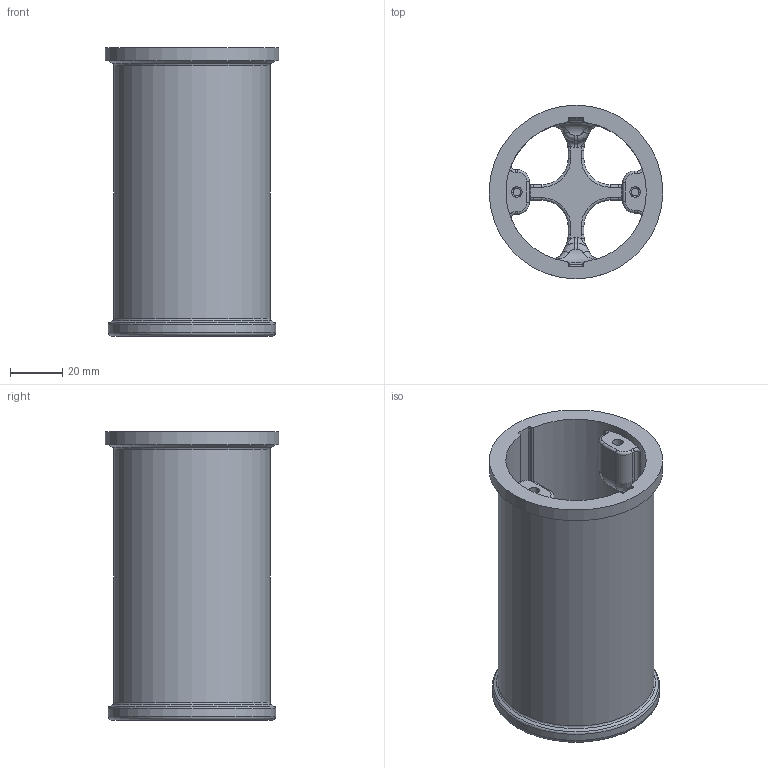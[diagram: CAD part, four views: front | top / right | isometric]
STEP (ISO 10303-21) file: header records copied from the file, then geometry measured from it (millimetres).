
FILE_DESCRIPTION(/* description */ ('','CAx-IF Rec.Pracs.---Representation and Presentation of Product Manufacturing Information (PMI)---4.0---2014-10-13'),/* implementation_level */ '2;1');
FILE_NAME(/* name */ 'runko v22.step',/* time_stamp */ '2025-03-17T19:31:37+02:00',/* author */ (''),/* organization */ (''),/* preprocessor_version */ 'ST-DEVELOPER v20',/* originating_system */ 'Autodesk Translation Framework v13.20.0.188',/* authorisation */ '');
FILE_SCHEMA (('AP242_MANAGED_MODEL_BASED_3D_ENGINEERING_MIM_LF { 1 0 10303 442 1 1 4 }'));
Length unit declared in the file: millimetre
Products named in the file (1): runko
Bounding box: 66.2 x 66.2 x 110 mm (x, y, z)
Volume: 74556.7 mm3; surface area: 45632.1 mm2
Topology: 1 solids, 1 shells, 252 faces, 602 edges, 333 vertices
Faces by surface type: cylinder 86, torus 74, bspline 52, plane 38, cone 2
Full cylindrical faces by diameter (mm): 4 x6, 53.557 x1, 59.557 x1, 63.8 x1, 66.2 x1
Entity records: 9010 total; most frequent: CARTESIAN_POINT 3434, DIRECTION 1187, ORIENTED_EDGE 1156, EDGE_CURVE 578, AXIS2_PLACEMENT_3D 514, VERTEX_POINT 333, CIRCLE 305, EDGE_LOOP 265
